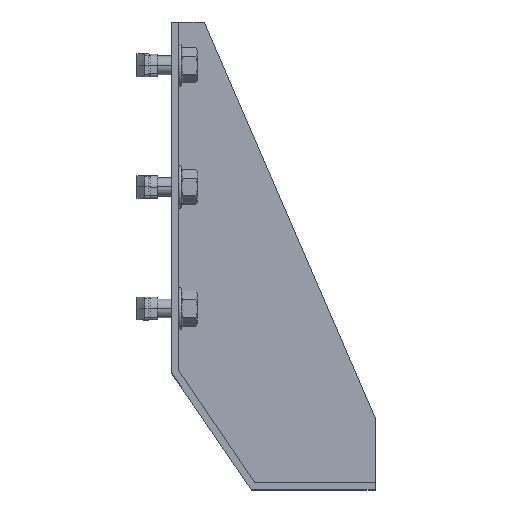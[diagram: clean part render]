
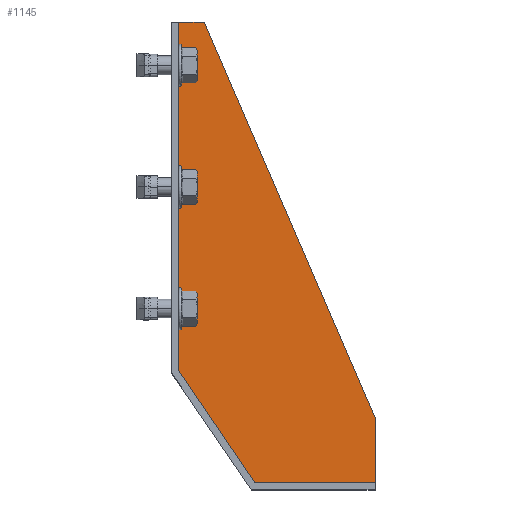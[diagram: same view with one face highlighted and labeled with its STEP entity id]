
A CAD part, top view. The second image highlights one B-rep face of the part: STEP entity #1145.
In plain terms, the highlighted planar face has unit normal (0, 0, 1).
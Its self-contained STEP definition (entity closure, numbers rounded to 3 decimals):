
#515=DIRECTION('',(-1.,0.,0.));
#516=VECTOR('',#515,11.);
#517=CARTESIAN_POINT('',(14.,200.,-19.5));
#518=LINE('',#517,#516);
#536=DIRECTION('',(1.,0.,0.));
#537=VECTOR('',#536,51.412);
#538=CARTESIAN_POINT('',(35.588,3.,-19.5));
#539=LINE('',#538,#537);
#543=DIRECTION('',(0.562,-0.827,0.));
#544=VECTOR('',#543,57.954);
#545=CARTESIAN_POINT('',(3.,50.923,-19.5));
#546=LINE('',#545,#544);
#550=DIRECTION('',(0.,-1.,0.));
#551=VECTOR('',#550,149.077);
#552=CARTESIAN_POINT('',(3.,200.,-19.5));
#553=LINE('',#552,#551);
#557=DIRECTION('',(0.,-1.,0.));
#558=VECTOR('',#557,28.);
#559=CARTESIAN_POINT('',(87.,31.,-19.5));
#560=LINE('',#559,#558);
#578=DIRECTION('',(-0.397,0.918,0.));
#579=VECTOR('',#578,184.092);
#580=CARTESIAN_POINT('',(87.,31.,-19.5));
#581=LINE('',#580,#579);
#944=CARTESIAN_POINT('',(3.,50.923,-19.5));
#945=CARTESIAN_POINT('',(35.588,3.,-19.5));
#946=VERTEX_POINT('',#944);
#947=VERTEX_POINT('',#945);
#956=CARTESIAN_POINT('',(87.,31.,-19.5));
#957=CARTESIAN_POINT('',(87.,3.,-19.5));
#958=VERTEX_POINT('',#956);
#959=VERTEX_POINT('',#957);
#960=CARTESIAN_POINT('',(14.,200.,-19.5));
#961=VERTEX_POINT('',#960);
#962=CARTESIAN_POINT('',(3.,200.,-19.5));
#963=VERTEX_POINT('',#962);
#1129=CARTESIAN_POINT('',(0.,0.,-19.5));
#1130=DIRECTION('',(0.,0.,1.));
#1131=DIRECTION('',(1.,0.,0.));
#1132=AXIS2_PLACEMENT_3D('',#1129,#1130,#1131);
#1133=PLANE('',#1132);
#1135=ORIENTED_EDGE('',*,*,#1134,.T.);
#1137=ORIENTED_EDGE('',*,*,#1136,.F.);
#1138=ORIENTED_EDGE('',*,*,#1060,.F.);
#1139=ORIENTED_EDGE('',*,*,#1075,.F.);
#1140=ORIENTED_EDGE('',*,*,#1116,.F.);
#1142=ORIENTED_EDGE('',*,*,#1141,.F.);
#1143=EDGE_LOOP('',(#1135,#1137,#1138,#1139,#1140,#1142));
#1144=FACE_OUTER_BOUND('',#1143,.F.);
#1060=EDGE_CURVE('',#946,#947,#546,.T.);
#1075=EDGE_CURVE('',#963,#946,#553,.T.);
#1116=EDGE_CURVE('',#961,#963,#518,.T.);
#1134=EDGE_CURVE('',#958,#959,#560,.T.);
#1136=EDGE_CURVE('',#947,#959,#539,.T.);
#1141=EDGE_CURVE('',#958,#961,#581,.T.);
#1145=ADVANCED_FACE('',(#1144),#1133,.T.);
